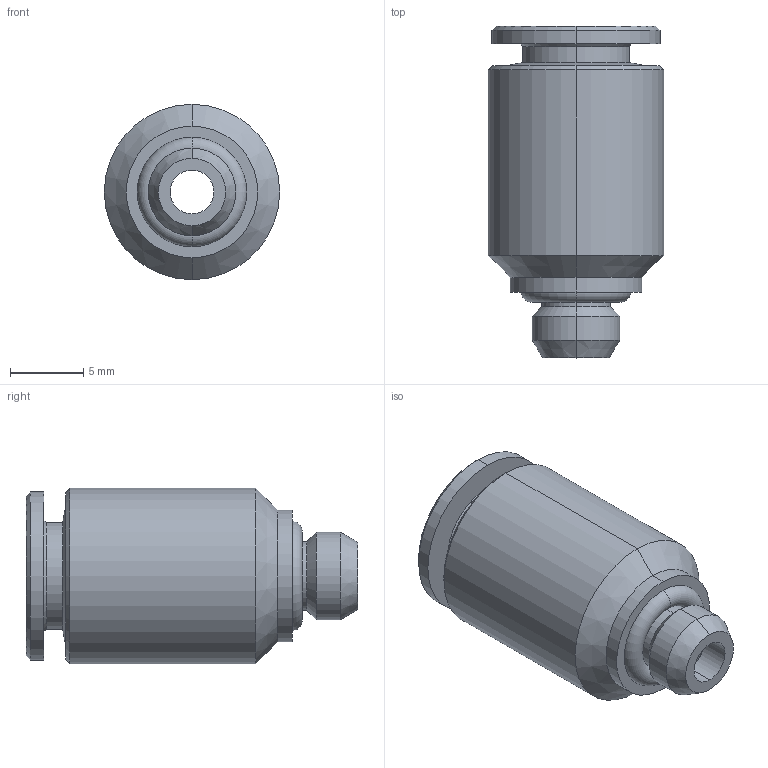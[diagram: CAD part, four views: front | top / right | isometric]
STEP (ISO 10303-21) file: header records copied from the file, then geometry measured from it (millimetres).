
FILE_DESCRIPTION (( 'STEP AP203' ), '1' );
FILE_NAME ('A0020130.STEP', '2009-01-20T10:08:26', ( 'UT1' ), ( 'sopra-pneumatic.com' ), 'SwSTEP 2.0', 'SolidWorks 2008', '' );
FILE_SCHEMA (( 'CONFIG_CONTROL_DESIGN' ));
Length unit declared in the file: millimetre
Products named in the file (1): A0020130
Bounding box: 12 x 22.7 x 12 mm (x, y, z)
Volume: 1435.4 mm3; surface area: 1389 mm2
Topology: 1 solids, 1 shells, 53 faces, 112 edges, 64 vertices
Faces by surface type: cone 18, plane 17, cylinder 16, torus 2
Entity records: 1507 total; most frequent: DIRECTION 268, CARTESIAN_POINT 264, ORIENTED_EDGE 224, EDGE_CURVE 112, AXIS2_PLACEMENT_3D 108, VERTEX_POINT 64, EDGE_LOOP 58, CIRCLE 54
